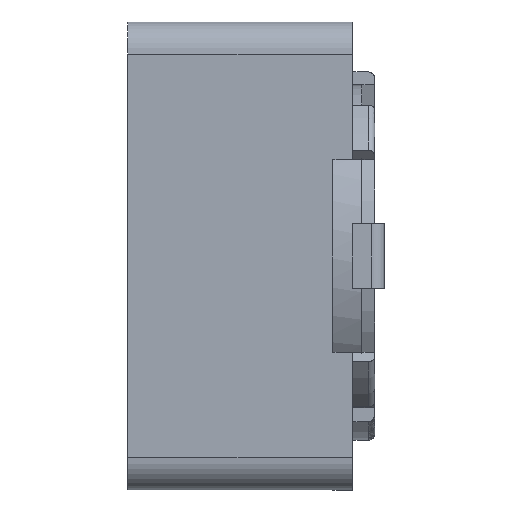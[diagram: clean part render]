
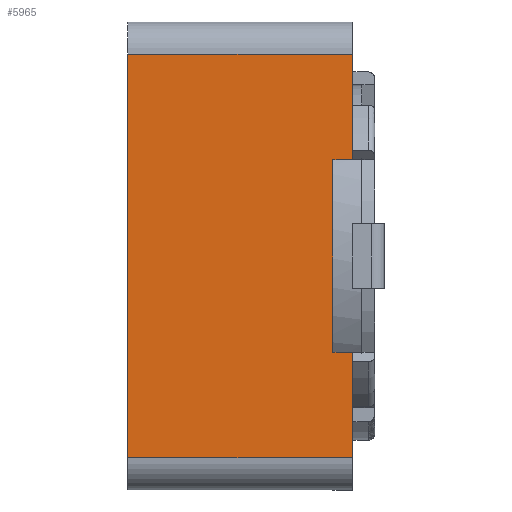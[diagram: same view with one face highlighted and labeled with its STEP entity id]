
A CAD part, left-side view. The second image highlights one B-rep face of the part: STEP entity #5965.
In plain terms, the highlighted planar face has unit normal (-1, 0, 0).
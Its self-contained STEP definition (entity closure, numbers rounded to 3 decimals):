
#2 = EDGE_CURVE ( 'NONE', #3210, #4695, #5857, .T. ) ;
#341 = DIRECTION ( 'NONE',  ( 0., 0., 1. ) ) ;
#446 = ORIENTED_EDGE ( 'NONE', *, *, #6482, .T. ) ;
#743 = VERTEX_POINT ( 'NONE', #5830 ) ;
#831 = VECTOR ( 'NONE', #5073, 1000. ) ;
#957 = CARTESIAN_POINT ( 'NONE',  ( -3.65, 0.15, 1.5 ) ) ;
#1308 = DIRECTION ( 'NONE',  ( 0., 0., 1. ) ) ;
#1339 = DIRECTION ( 'NONE',  ( -1., 0., 0. ) ) ;
#1354 = FACE_OUTER_BOUND ( 'NONE', #7756, .T. ) ;
#1388 = DIRECTION ( 'NONE',  ( 0., -1., 0. ) ) ;
#1532 = DIRECTION ( 'NONE',  ( 0., 0., -1. ) ) ;
#1555 = VERTEX_POINT ( 'NONE', #957 ) ;
#1593 = CARTESIAN_POINT ( 'NONE',  ( -3.65, 0.15, 3.15 ) ) ;
#1640 = VERTEX_POINT ( 'NONE', #8638 ) ;
#1974 = EDGE_CURVE ( 'NONE', #1640, #7918, #6465, .T. ) ;
#2304 = CARTESIAN_POINT ( 'NONE',  ( -3.65, 0.15, -3.15 ) ) ;
#2332 = CARTESIAN_POINT ( 'NONE',  ( -3.65, 0.15, -3.15 ) ) ;
#2381 = CARTESIAN_POINT ( 'NONE',  ( -3.65, 0.45, 1.5 ) ) ;
#2498 = ORIENTED_EDGE ( 'NONE', *, *, #7314, .T. ) ;
#2518 = CARTESIAN_POINT ( 'NONE',  ( -3.65, 0.45, 1.5 ) ) ;
#2933 = VECTOR ( 'NONE', #1532, 1000. ) ;
#3077 = AXIS2_PLACEMENT_3D ( 'NONE', #2332, #1339, #341 ) ;
#3210 = VERTEX_POINT ( 'NONE', #1593 ) ;
#3263 = VERTEX_POINT ( 'NONE', #7298 ) ;
#3285 = EDGE_CURVE ( 'NONE', #743, #3263, #3491, .T. ) ;
#3297 = PLANE ( 'NONE',  #3077 ) ;
#3394 = DIRECTION ( 'NONE',  ( 0., 0., 1. ) ) ;
#3396 = CARTESIAN_POINT ( 'NONE',  ( -3.65, 0.15, -3.15 ) ) ;
#3491 = LINE ( 'NONE', #2518, #2933 ) ;
#3850 = ORIENTED_EDGE ( 'NONE', *, *, #1974, .F. ) ;
#3881 = DIRECTION ( 'NONE',  ( 0., 1., 0. ) ) ;
#4225 = VECTOR ( 'NONE', #4503, 1000. ) ;
#4243 = ORIENTED_EDGE ( 'NONE', *, *, #4405, .F. ) ;
#4392 = CARTESIAN_POINT ( 'NONE',  ( -3.65, 3.65, -3.15 ) ) ;
#4405 = EDGE_CURVE ( 'NONE', #3263, #8117, #7052, .T. ) ;
#4503 = DIRECTION ( 'NONE',  ( 0., 1., 0. ) ) ;
#4695 = VERTEX_POINT ( 'NONE', #9245 ) ;
#4874 = CARTESIAN_POINT ( 'NONE',  ( -3.65, 0.15, 3.15 ) ) ;
#5073 = DIRECTION ( 'NONE',  ( 0., -1., 0. ) ) ;
#5190 = ORIENTED_EDGE ( 'NONE', *, *, #8744, .F. ) ;
#5433 = ORIENTED_EDGE ( 'NONE', *, *, #3285, .F. ) ;
#5493 = CARTESIAN_POINT ( 'NONE',  ( -3.65, 0.15, -3.15 ) ) ;
#5830 = CARTESIAN_POINT ( 'NONE',  ( -3.65, 0.45, 1.5 ) ) ;
#5857 = LINE ( 'NONE', #4874, #8783 ) ;
#5965 = ADVANCED_FACE ( 'NONE', ( #1354 ), #3297, .T. ) ;
#6068 = CARTESIAN_POINT ( 'NONE',  ( -3.65, 0.45, -1.5 ) ) ;
#6249 = LINE ( 'NONE', #2304, #8666 ) ;
#6465 = LINE ( 'NONE', #5493, #4225 ) ;
#6482 = EDGE_CURVE ( 'NONE', #743, #1555, #7324, .T. ) ;
#7052 = LINE ( 'NONE', #6068, #831 ) ;
#7298 = CARTESIAN_POINT ( 'NONE',  ( -3.65, 0.45, -1.5 ) ) ;
#7314 = EDGE_CURVE ( 'NONE', #1555, #3210, #9345, .T. ) ;
#7324 = LINE ( 'NONE', #2381, #7718 ) ;
#7329 = DIRECTION ( 'NONE',  ( 0., 0., 1. ) ) ;
#7408 = VECTOR ( 'NONE', #7329, 1000. ) ;
#7718 = VECTOR ( 'NONE', #1388, 1000. ) ;
#7756 = EDGE_LOOP ( 'NONE', ( #8790, #4243, #5433, #446, #2498, #8729, #5190, #3850 ) ) ;
#7872 = VECTOR ( 'NONE', #3394, 1000. ) ;
#7918 = VERTEX_POINT ( 'NONE', #7971 ) ;
#7971 = CARTESIAN_POINT ( 'NONE',  ( -3.65, 3.65, -3.15 ) ) ;
#8117 = VERTEX_POINT ( 'NONE', #8362 ) ;
#8351 = LINE ( 'NONE', #4392, #7872 ) ;
#8362 = CARTESIAN_POINT ( 'NONE',  ( -3.65, 0.15, -1.5 ) ) ;
#8638 = CARTESIAN_POINT ( 'NONE',  ( -3.65, 0.15, -3.15 ) ) ;
#8666 = VECTOR ( 'NONE', #1308, 1000. ) ;
#8729 = ORIENTED_EDGE ( 'NONE', *, *, #2, .T. ) ;
#8744 = EDGE_CURVE ( 'NONE', #7918, #4695, #8351, .T. ) ;
#8783 = VECTOR ( 'NONE', #3881, 1000. ) ;
#8790 = ORIENTED_EDGE ( 'NONE', *, *, #8933, .T. ) ;
#8933 = EDGE_CURVE ( 'NONE', #1640, #8117, #6249, .T. ) ;
#9245 = CARTESIAN_POINT ( 'NONE',  ( -3.65, 3.65, 3.15 ) ) ;
#9345 = LINE ( 'NONE', #3396, #7408 ) ;
